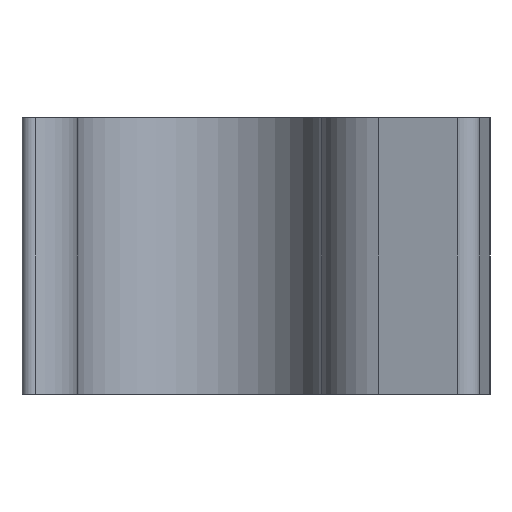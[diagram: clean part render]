
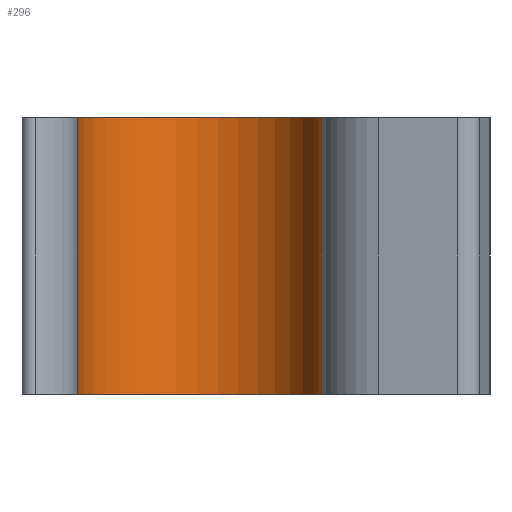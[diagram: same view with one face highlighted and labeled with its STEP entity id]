
A CAD part, front view. The second image highlights one B-rep face of the part: STEP entity #296.
In plain terms, the highlighted cylindrical face has radius 13.25 mm (diameter 26.5 mm), a partial arc.
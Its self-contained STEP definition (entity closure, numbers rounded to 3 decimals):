
#296 = ADVANCED_FACE ( 'NONE', ( #500 ), #475, .F. ) ;
#327 = DIRECTION ( 'NONE',  ( -1., 0., 0. ) ) ;
#329 = CARTESIAN_POINT ( 'NONE',  ( 19.25, 28., 30. ) ) ;
#332 = DIRECTION ( 'NONE',  ( 0., 0., -1. ) ) ;
#473 = CARTESIAN_POINT ( 'NONE',  ( 32.49, 28.527, 30. ) ) ;
#475 = CYLINDRICAL_SURFACE ( 'NONE', #1239, 13.25 ) ;
#500 = FACE_OUTER_BOUND ( 'NONE', #1731, .T. ) ;
#547 = AXIS2_PLACEMENT_3D ( 'NONE', #1482, #1485, #1487 ) ;
#552 = AXIS2_PLACEMENT_3D ( 'NONE', #1456, #1459, #1461 ) ;
#605 = VERTEX_POINT ( 'NONE', #473 ) ;
#737 = ORIENTED_EDGE ( 'NONE', *, *, #1718, .T. ) ;
#793 = CARTESIAN_POINT ( 'NONE',  ( 6., 28., 0. ) ) ;
#953 = CARTESIAN_POINT ( 'NONE',  ( 32.49, 28.527, 0. ) ) ;
#964 = VERTEX_POINT ( 'NONE', #793 ) ;
#1117 = VERTEX_POINT ( 'NONE', #953 ) ;
#1121 = ORIENTED_EDGE ( 'NONE', *, *, #1724, .F. ) ;
#1199 = ORIENTED_EDGE ( 'NONE', *, *, #1730, .T. ) ;
#1239 = AXIS2_PLACEMENT_3D ( 'NONE', #329, #332, #327 ) ;
#1253 = VECTOR ( 'NONE', #1473, 1000. ) ;
#1376 = ORIENTED_EDGE ( 'NONE', *, *, #1728, .F. ) ;
#1394 = CARTESIAN_POINT ( 'NONE',  ( 6., 28., 30. ) ) ;
#1405 = DIRECTION ( 'NONE',  ( 0., 0., -1. ) ) ;
#1407 = CIRCLE ( 'NONE', #547, 13.25 ) ;
#1423 = CARTESIAN_POINT ( 'NONE',  ( 32.49, 28.527, 30. ) ) ;
#1456 = CARTESIAN_POINT ( 'NONE',  ( 19.25, 28., 0. ) ) ;
#1459 = DIRECTION ( 'NONE',  ( 0., 0., 1. ) ) ;
#1461 = DIRECTION ( 'NONE',  ( 1., 0., 0. ) ) ;
#1473 = DIRECTION ( 'NONE',  ( 0., 0., -1. ) ) ;
#1482 = CARTESIAN_POINT ( 'NONE',  ( 19.25, 28., 30. ) ) ;
#1485 = DIRECTION ( 'NONE',  ( 0., 0., 1. ) ) ;
#1487 = DIRECTION ( 'NONE',  ( 1., 0., 0. ) ) ;
#1709 = LINE ( 'NONE', #1423, #1253 ) ;
#1718 = EDGE_CURVE ( 'NONE', #1830, #964, #1922, .T. ) ;
#1724 = EDGE_CURVE ( 'NONE', #1117, #964, #1968, .T. ) ;
#1728 = EDGE_CURVE ( 'NONE', #605, #1117, #1709, .T. ) ;
#1730 = EDGE_CURVE ( 'NONE', #605, #1830, #1407, .T. ) ;
#1731 = EDGE_LOOP ( 'NONE', ( #1121, #1376, #1199, #737 ) ) ;
#1830 = VERTEX_POINT ( 'NONE', #1897 ) ;
#1897 = CARTESIAN_POINT ( 'NONE',  ( 6., 28., 30. ) ) ;
#1922 = LINE ( 'NONE', #1394, #1946 ) ;
#1946 = VECTOR ( 'NONE', #1405, 1000. ) ;
#1968 = CIRCLE ( 'NONE', #552, 13.25 ) ;
